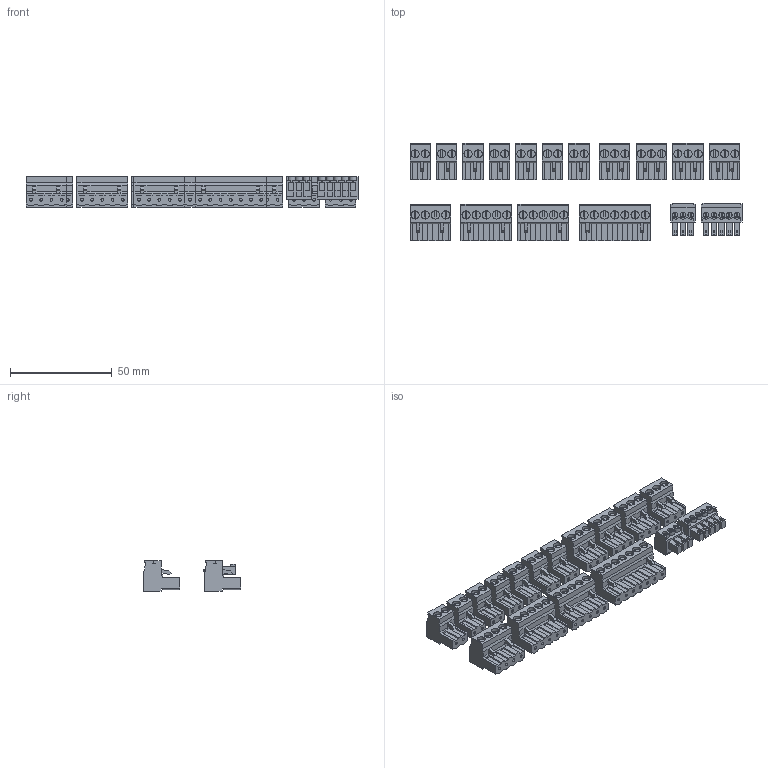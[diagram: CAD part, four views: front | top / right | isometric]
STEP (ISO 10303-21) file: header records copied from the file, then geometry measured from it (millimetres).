
FILE_DESCRIPTION((''),'2;1');
FILE_NAME('SB111126_3D-SIMPLIFIED_ASM','2014-09-16T',('mcordero'),(''),'PRO/ENGINEER BY PARAMETRIC TECHNOLOGY CORPORATION, 2009280','PRO/ENGINEER BY PARAMETRIC TECHNOLOGY CORPORATION, 2009280','');
FILE_SCHEMA(('CONFIG_CONTROL_DESIGN'));
Length unit declared in the file: millimetre
Products named in the file (9): 2PLOES; 3POLES; 4POLES; 5POLES; 7POLES; 3POLES-BIS; 5POLES-BIS; SB111126_3D-SIMPLIFIED-1_ASM; SB111126_3D-SIMPLIFIED_ASM
Assembly tree (18 placements, depth 3):
  SB111126_3D-SIMPLIFIED_ASM
    SB111126_3D-SIMPLIFIED-1_ASM
      2PLOES  x7
      3POLES  x4
      4POLES
      5POLES  x2
      7POLES
      3POLES-BIS
      5POLES-BIS
Bounding box: 163 x 48 x 15 mm (x, y, z)
Volume: 39217 mm3; surface area: 31214.7 mm2
Topology: 17 solids, 17 shells, 1920 faces, 4941 edges, 3212 vertices
Faces by surface type: plane 1659, cylinder 261
Entity records: 29038 total; most frequent: CARTESIAN_POINT 5063, ORIENTED_EDGE 4926, DIRECTION 4877, EDGE_CURVE 2463, VECTOR 2041, LINE 2041, VERTEX_POINT 1604, AXIS2_PLACEMENT_3D 1418
